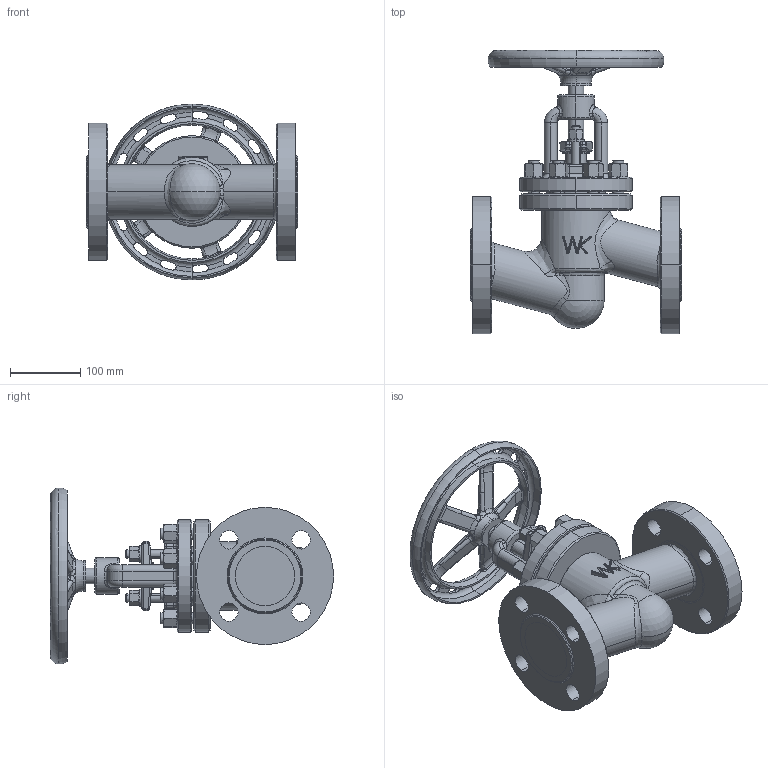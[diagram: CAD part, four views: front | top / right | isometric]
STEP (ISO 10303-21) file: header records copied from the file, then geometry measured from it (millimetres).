
FILE_DESCRIPTION (( 'STEP AP214' ), '1' );
FILE_NAME ('[50] 530 DN50 3-1553 katalog.STEP', '2015-03-20T09:21:49', ( '' ), ( '' ), 'SwSTEP 2.0', 'SolidWorks 2015', '' );
FILE_SCHEMA (( 'AUTOMOTIVE_DESIGN' ));
Length unit declared in the file: millimetre
Products named in the file (1): [50] 530 DN50 3-1553 katalog
Bounding box: 300 x 402.5 x 250 mm (x, y, z)
Volume: 4980869 mm3; surface area: 481858.1 mm2
Topology: 1 solids, 1 shells, 1049 faces, 2656 edges, 1571 vertices
Faces by surface type: cylinder 324, plane 224, bspline 201, cone 174, torus 99, sphere 27
Entity records: 59454 total; most frequent: CARTESIAN_POINT 28295, ORIENTED_EDGE 5198, DIRECTION 4530, EDGE_CURVE 2599, AXIS2_PLACEMENT_3D 1966, VERTEX_POINT 1559, EDGE_LOOP 1128, CIRCLE 1121
